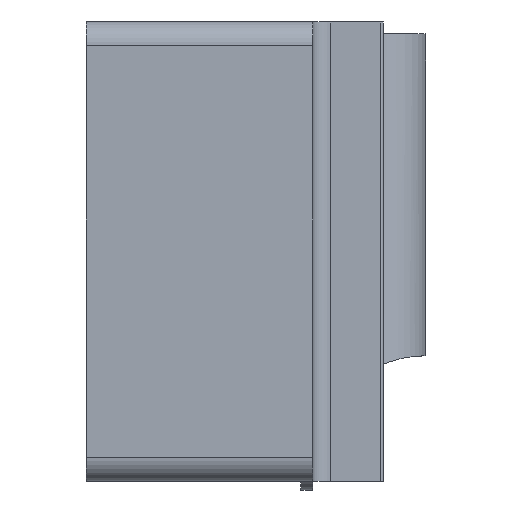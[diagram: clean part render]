
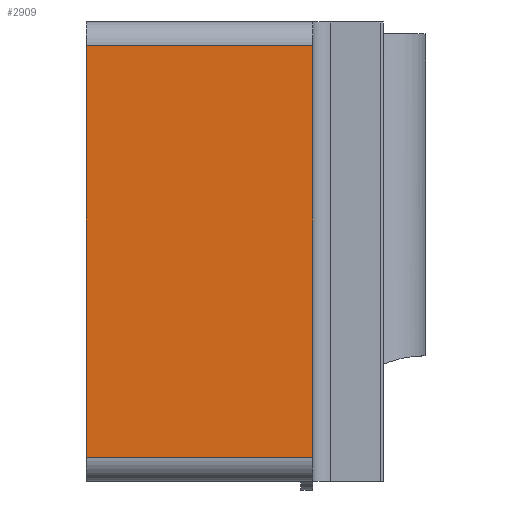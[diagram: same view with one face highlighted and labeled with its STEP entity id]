
A CAD part, left-side view. The second image highlights one B-rep face of the part: STEP entity #2909.
In plain terms, the highlighted planar face has unit normal (-1, 0, 0).
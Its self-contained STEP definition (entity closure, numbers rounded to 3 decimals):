
#304=FACE_OUTER_BOUND('',#462,.T.);
#462=EDGE_LOOP('',(#2256,#2257,#2258,#2259));
#645=LINE('',#4254,#948);
#743=LINE('',#4623,#1046);
#744=LINE('',#4626,#1047);
#745=LINE('',#4627,#1048);
#948=VECTOR('',#3387,10.);
#1046=VECTOR('',#3647,10.);
#1047=VECTOR('',#3650,10.);
#1048=VECTOR('',#3651,10.);
#1235=VERTEX_POINT('',#4251);
#1236=VERTEX_POINT('',#4253);
#1331=VERTEX_POINT('',#4619);
#1333=VERTEX_POINT('',#4625);
#1536=EDGE_CURVE('',#1236,#1235,#645,.T.);
#1679=EDGE_CURVE('',#1236,#1331,#743,.T.);
#1680=EDGE_CURVE('',#1333,#1235,#744,.T.);
#1681=EDGE_CURVE('',#1331,#1333,#745,.T.);
#2256=ORIENTED_EDGE('',*,*,#1679,.F.);
#2257=ORIENTED_EDGE('',*,*,#1536,.T.);
#2258=ORIENTED_EDGE('',*,*,#1680,.F.);
#2259=ORIENTED_EDGE('',*,*,#1681,.F.);
#2799=PLANE('',#3115);
#2909=ADVANCED_FACE('',(#304),#2799,.T.);
#3115=AXIS2_PLACEMENT_3D('',#4624,#3648,#3649);
#3387=DIRECTION('',(0.,0.,1.));
#3647=DIRECTION('',(0.,1.,0.));
#3648=DIRECTION('center_axis',(-1.,0.,0.));
#3649=DIRECTION('ref_axis',(0.,0.,1.));
#3650=DIRECTION('',(0.,-1.,0.));
#3651=DIRECTION('',(0.,0.,1.));
#4251=CARTESIAN_POINT('',(-2.,0.,-2.));
#4253=CARTESIAN_POINT('',(-2.,0.,-71.));
#4254=CARTESIAN_POINT('',(-2.,0.,-75.));
#4619=CARTESIAN_POINT('',(-2.,38.,-71.));
#4623=CARTESIAN_POINT('',(-2.,0.,-71.));
#4624=CARTESIAN_POINT('Origin',(-2.,0.,-75.));
#4625=CARTESIAN_POINT('',(-2.,38.,-2.));
#4626=CARTESIAN_POINT('',(-2.,0.,-2.));
#4627=CARTESIAN_POINT('',(-2.,38.,-75.));
